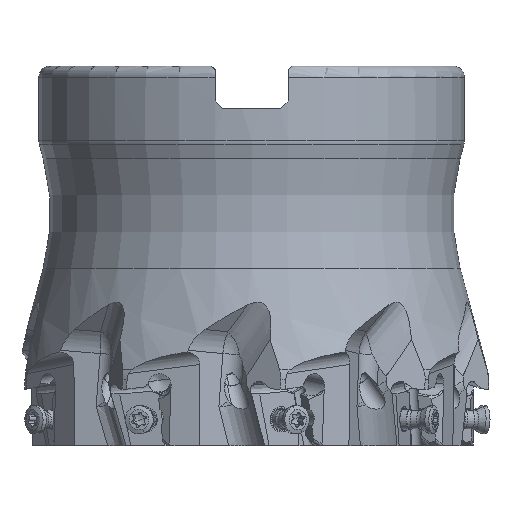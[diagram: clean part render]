
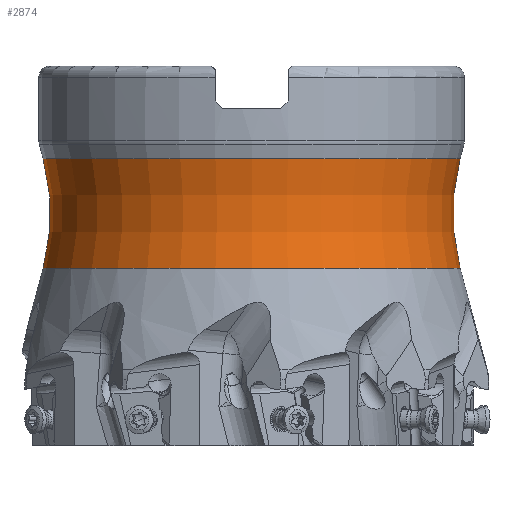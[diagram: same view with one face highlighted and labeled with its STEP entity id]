
A CAD part, front view. The second image highlights one B-rep face of the part: STEP entity #2874.
In plain terms, the highlighted toroidal (fillet/blend) face has major radius 53.922 mm and minor radius 27.641 mm.
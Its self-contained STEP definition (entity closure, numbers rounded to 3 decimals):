
#413=TOROIDAL_SURFACE('',#17939,53.922,27.641);
#2874=ADVANCED_FACE('',(#4231),#413,.F.);
#4231=FACE_OUTER_BOUND('',#5167,.T.);
#5167=EDGE_LOOP('',(#8504,#8505,#8506,#8507));
#8504=ORIENTED_EDGE('',*,*,#14658,.F.);
#8505=ORIENTED_EDGE('',*,*,#14868,.T.);
#8506=ORIENTED_EDGE('',*,*,#14865,.F.);
#8507=ORIENTED_EDGE('',*,*,#14869,.T.);
#12649=VERTEX_POINT('',#27887);
#12650=VERTEX_POINT('',#27889);
#12920=VERTEX_POINT('',#32557);
#12921=VERTEX_POINT('',#32559);
#14658=EDGE_CURVE('',#12650,#12649,#16564,.T.);
#14865=EDGE_CURVE('',#12920,#12921,#16623,.T.);
#14868=EDGE_CURVE('',#12650,#12921,#16625,.T.);
#14869=EDGE_CURVE('',#12920,#12649,#16626,.T.);
#16564=CIRCLE('',#17806,27.223);
#16623=CIRCLE('',#17932,27.223);
#16625=CIRCLE('',#17936,27.641);
#16626=CIRCLE('',#17937,27.641);
#17806=AXIS2_PLACEMENT_3D('',#31025,#20356,#20357);
#17932=AXIS2_PLACEMENT_3D('',#32558,#20668,#20669);
#17936=AXIS2_PLACEMENT_3D('',#32564,#20677,#20678);
#17937=AXIS2_PLACEMENT_3D('',#32565,#20679,#20680);
#17939=AXIS2_PLACEMENT_3D('',#32567,#20683,#20684);
#20356=DIRECTION('',(0.,0.,-1.));
#20357=DIRECTION('',(1.,0.,0.));
#20668=DIRECTION('',(0.,0.,1.));
#20669=DIRECTION('',(-1.,0.,0.));
#20677=DIRECTION('',(0.,1.,0.));
#20678=DIRECTION('',(-0.966,0.,-0.259));
#20679=DIRECTION('',(0.,1.,0.));
#20680=DIRECTION('',(0.966,0.,0.259));
#20683=DIRECTION('',(0.,0.,-1.));
#20684=DIRECTION('',(-1.,0.,0.));
#27887=CARTESIAN_POINT('',(-27.223,0.,-26.391));
#27889=CARTESIAN_POINT('',(27.223,0.,-26.391));
#31025=CARTESIAN_POINT('',(0.,0.,-26.391));
#32557=CARTESIAN_POINT('',(-27.223,0.,-12.083));
#32558=CARTESIAN_POINT('',(0.,0.,-12.083));
#32559=CARTESIAN_POINT('',(27.223,0.,-12.083));
#32564=CARTESIAN_POINT('',(53.922,0.,-19.237));
#32565=CARTESIAN_POINT('',(-53.922,0.,-19.237));
#32567=CARTESIAN_POINT('',(0.,0.,-19.237));
